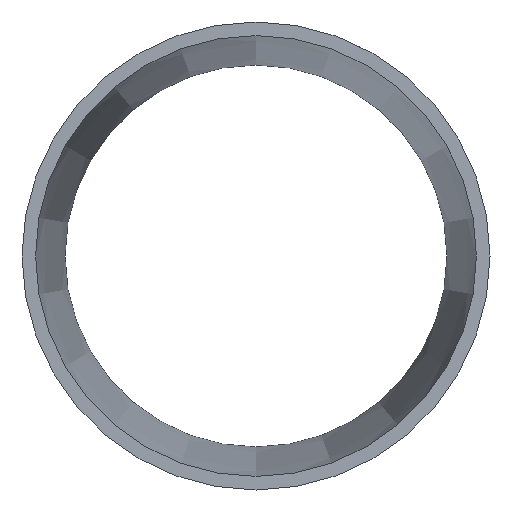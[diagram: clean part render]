
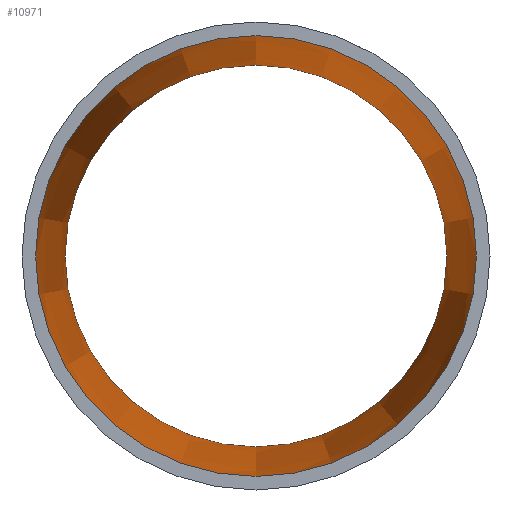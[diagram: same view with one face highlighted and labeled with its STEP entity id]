
A CAD part, front view. The second image highlights one B-rep face of the part: STEP entity #10971.
In plain terms, the highlighted conical face has half-angle 2.767 degrees and reference radius 32.498 mm.
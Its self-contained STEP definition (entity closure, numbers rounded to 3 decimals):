
#440 = DIRECTION ( 'NONE',  ( 0., 0., -1. ) ) ;
#788 = FACE_BOUND ( 'NONE', #16609, .T. ) ;
#1073 = CARTESIAN_POINT ( 'NONE',  ( 0., 90., -28.148 ) ) ;
#2273 = EDGE_CURVE ( 'NONE', #24808, #24808, #7298, .T. ) ;
#3731 = DIRECTION ( 'NONE',  ( 0., -1., 0. ) ) ;
#4871 = CIRCLE ( 'NONE', #7124, 28.148 ) ;
#5020 = CARTESIAN_POINT ( 'NONE',  ( 0., 0., 0. ) ) ;
#5305 = DIRECTION ( 'NONE',  ( 0., -1., 0. ) ) ;
#6474 = EDGE_LOOP ( 'NONE', ( #15288 ) ) ;
#7124 = AXIS2_PLACEMENT_3D ( 'NONE', #14485, #3731, #16468 ) ;
#7298 = CIRCLE ( 'NONE', #14541, 32.498 ) ;
#7412 = FACE_OUTER_BOUND ( 'NONE', #6474, .T. ) ;
#9189 = DIRECTION ( 'NONE',  ( 0., -1., 0. ) ) ;
#10971 = ADVANCED_FACE ( 'NONE', ( #788, #7412 ), #24083, .F. ) ;
#13230 = ORIENTED_EDGE ( 'NONE', *, *, #27857, .F. ) ;
#13706 = CARTESIAN_POINT ( 'NONE',  ( 0., 0., 0. ) ) ;
#14209 = CARTESIAN_POINT ( 'NONE',  ( 0., 0., -32.498 ) ) ;
#14485 = CARTESIAN_POINT ( 'NONE',  ( 0., 90., 0. ) ) ;
#14541 = AXIS2_PLACEMENT_3D ( 'NONE', #13706, #9189, #440 ) ;
#15288 = ORIENTED_EDGE ( 'NONE', *, *, #2273, .T. ) ;
#16050 = DIRECTION ( 'NONE',  ( 0., 0., -1. ) ) ;
#16468 = DIRECTION ( 'NONE',  ( 0., 0., -1. ) ) ;
#16609 = EDGE_LOOP ( 'NONE', ( #13230 ) ) ;
#24083 = CONICAL_SURFACE ( 'NONE', #27261, 32.498, 0.048 ) ;
#24808 = VERTEX_POINT ( 'NONE', #14209 ) ;
#25093 = VERTEX_POINT ( 'NONE', #1073 ) ;
#27261 = AXIS2_PLACEMENT_3D ( 'NONE', #5020, #5305, #16050 ) ;
#27857 = EDGE_CURVE ( 'NONE', #25093, #25093, #4871, .T. ) ;
